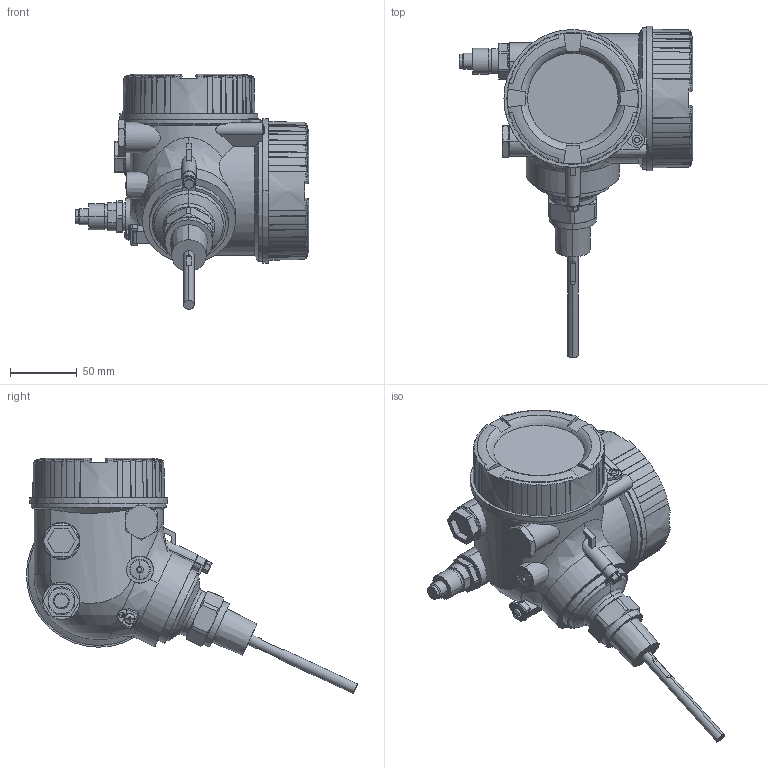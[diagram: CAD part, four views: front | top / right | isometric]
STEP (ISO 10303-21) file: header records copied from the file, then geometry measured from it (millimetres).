
FILE_DESCRIPTION((''),'2;1');
FILE_NAME('DM_CAD-2116_SW0001','2015-06-15T',('Creinig-se'),(''),'PRO/ENGINEER BY PARAMETRIC TECHNOLOGY CORPORATION, 2013050','PRO/ENGINEER BY PARAMETRIC TECHNOLOGY CORPORATION, 2013050','');
FILE_SCHEMA(('CONFIG_CONTROL_DESIGN'));
Length unit declared in the file: millimetre
Products named in the file (1): DM_CAD-2116_SW0001
Bounding box: 175.3 x 248.7 x 176.6 mm (x, y, z)
Volume: 1469392.4 mm3; surface area: 101893.4 mm2
Topology: 1 solids, 1 shells, 702 faces, 1967 edges, 1284 vertices
Faces by surface type: plane 316, cylinder 163, cone 135, torus 42, bspline 16, sphere 16, extrusion 14
Entity records: 27893 total; most frequent: CARTESIAN_POINT 8171, ORIENTED_EDGE 3906, DIRECTION 3849, EDGE_CURVE 1953, AXIS2_PLACEMENT_3D 1513, VERTEX_POINT 1303, CIRCLE 841, VECTOR 823
